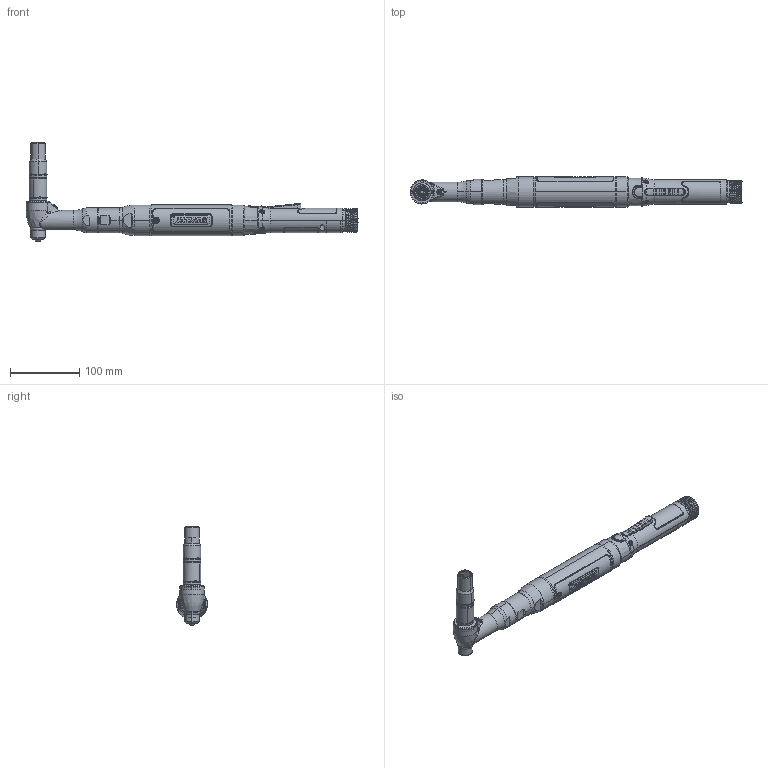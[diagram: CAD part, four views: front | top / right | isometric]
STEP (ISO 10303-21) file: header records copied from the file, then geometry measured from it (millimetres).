
FILE_DESCRIPTION((''),'2;1');
FILE_NAME('EB33LH18V2-46','2012-02-08T',('MAM0508'),(''),'PRO/ENGINEER BY PARAMETRIC TECHNOLOGY CORPORATION, 2010430','PRO/ENGINEER BY PARAMETRIC TECHNOLOGY CORPORATION, 2010430','');
FILE_SCHEMA(('CONFIG_CONTROL_DESIGN'));
Products named in the file (1): EB33LH18V2-46
Bounding box: 480.48 x 45.57 x 142.82 mm (x, y, z)
Surface area: 133444.2 mm2 (no closed solid volume)
Topology: 0 solids, 286 shells, 882 faces, 4330 edges, 3638 vertices
Faces by surface type: cylinder 353, plane 171, bspline 169, cone 111, torus 58, extrusion 18, sphere 2
Entity records: 64606 total; most frequent: CARTESIAN_POINT 34852, ORIENTED_EDGE 5343, DIRECTION 5120, EDGE_CURVE 4328, VERTEX_POINT 3638, AXIS2_PLACEMENT_3D 1860, B_SPLINE_CURVE_WITH_KNOTS 1799, VECTOR 1400
